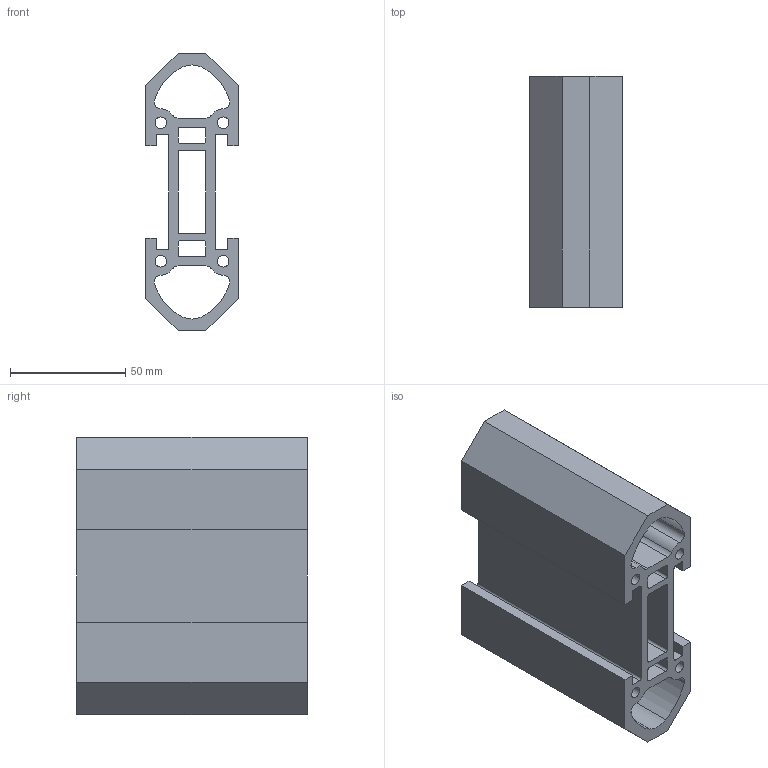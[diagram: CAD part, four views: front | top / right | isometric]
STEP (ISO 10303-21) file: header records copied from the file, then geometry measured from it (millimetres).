
FILE_DESCRIPTION(/* description */ ('PROF.GUIDA MONORAIL PLUS 40X120 OXI'),/* implementation_level */ '2;1');
FILE_NAME(/* name */ 'BPRGD0000136.stp',/* time_stamp */ '2022-07-29T13:34:00+02:00',/* author */ ('tecnico3.vi'),/* organization */ (''),/* preprocessor_version */ 'ST-DEVELOPER v18.1',/* originating_system */ 'Autodesk Inventor 2022',/* authorisation */ '');
FILE_SCHEMA (('AUTOMOTIVE_DESIGN { 1 0 10303 214 3 1 1 }'));
Length unit declared in the file: millimetre
Products named in the file (1): BPRGD0000136
Bounding box: 40 x 100 x 120 mm (x, y, z)
Volume: 175081.8 mm3; surface area: 80514.1 mm2
Topology: 1 solids, 1 shells, 78 faces, 228 edges, 152 vertices
Faces by surface type: plane 40, cylinder 38
Full cylindrical faces by diameter (mm): 5 x4
Entity records: 2687 total; most frequent: DIRECTION 462, CARTESIAN_POINT 459, ORIENTED_EDGE 456, EDGE_CURVE 228, AXIS2_PLACEMENT_3D 155, LINE 152, VECTOR 152, VERTEX_POINT 152
